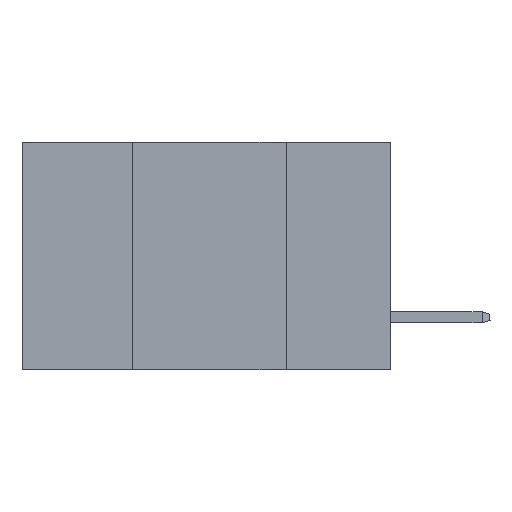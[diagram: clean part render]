
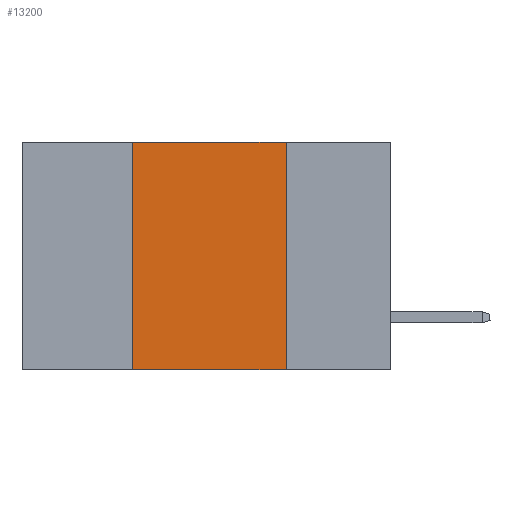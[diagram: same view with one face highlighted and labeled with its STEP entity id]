
A CAD part, left-side view. The second image highlights one B-rep face of the part: STEP entity #13200.
In plain terms, the highlighted planar face has unit normal (-1, 0, 0).
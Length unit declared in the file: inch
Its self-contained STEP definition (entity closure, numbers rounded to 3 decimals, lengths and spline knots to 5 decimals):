
#354 = VECTOR ( 'NONE', #2496, 39.37008 ) ;
#995 = LINE ( 'NONE', #3993, #6605 ) ;
#1130 = VERTEX_POINT ( 'NONE', #4048 ) ;
#1281 = VECTOR ( 'NONE', #7233, 39.37008 ) ;
#1520 = ORIENTED_EDGE ( 'NONE', *, *, #1553, .T. ) ;
#1553 = EDGE_CURVE ( 'NONE', #2587, #8194, #10974, .T. ) ;
#1819 = CARTESIAN_POINT ( 'NONE',  ( 0., 0.6, 0. ) ) ;
#2341 = EDGE_CURVE ( 'NONE', #2587, #7311, #8824, .T. ) ;
#2496 = DIRECTION ( 'NONE',  ( 0., 0., 1. ) ) ;
#2587 = VERTEX_POINT ( 'NONE', #10500 ) ;
#2835 = VECTOR ( 'NONE', #8443, 39.37008 ) ;
#3401 = ORIENTED_EDGE ( 'NONE', *, *, #8297, .F. ) ;
#3814 = CARTESIAN_POINT ( 'NONE',  ( 0., 0.42, 0. ) ) ;
#3957 = DIRECTION ( 'NONE',  ( 0., 0., -1. ) ) ;
#3993 = CARTESIAN_POINT ( 'NONE',  ( 0., 0.17, 0. ) ) ;
#4048 = CARTESIAN_POINT ( 'NONE',  ( 0., 0.17, 0. ) ) ;
#4781 = CARTESIAN_POINT ( 'NONE',  ( 0., 0.42, 0. ) ) ;
#5029 = DIRECTION ( 'NONE',  ( 0., 0., -1. ) ) ;
#5857 = CARTESIAN_POINT ( 'NONE',  ( 0., 0.17, -0.37 ) ) ;
#6433 = ORIENTED_EDGE ( 'NONE', *, *, #10348, .F. ) ;
#6605 = VECTOR ( 'NONE', #3957, 39.37008 ) ;
#7070 = PLANE ( 'NONE',  #12310 ) ;
#7233 = DIRECTION ( 'NONE',  ( 0., -1., 0. ) ) ;
#7311 = VERTEX_POINT ( 'NONE', #3814 ) ;
#8194 = VERTEX_POINT ( 'NONE', #5857 ) ;
#8297 = EDGE_CURVE ( 'NONE', #1130, #8194, #995, .T. ) ;
#8443 = DIRECTION ( 'NONE',  ( 0., -1., 0. ) ) ;
#8824 = LINE ( 'NONE', #4781, #354 ) ;
#9283 = LINE ( 'NONE', #13080, #1281 ) ;
#10348 = EDGE_CURVE ( 'NONE', #7311, #1130, #9283, .T. ) ;
#10432 = FACE_OUTER_BOUND ( 'NONE', #13296, .T. ) ;
#10500 = CARTESIAN_POINT ( 'NONE',  ( 0., 0.42, -0.37 ) ) ;
#10620 = CARTESIAN_POINT ( 'NONE',  ( 0., 0.6, -0.37 ) ) ;
#10974 = LINE ( 'NONE', #10620, #2835 ) ;
#11100 = DIRECTION ( 'NONE',  ( 1., 0., 0. ) ) ;
#12097 = ORIENTED_EDGE ( 'NONE', *, *, #2341, .F. ) ;
#12310 = AXIS2_PLACEMENT_3D ( 'NONE', #1819, #11100, #5029 ) ;
#13080 = CARTESIAN_POINT ( 'NONE',  ( 0., 0.6, 0. ) ) ;
#13200 = ADVANCED_FACE ( 'NONE', ( #10432 ), #7070, .F. ) ;
#13296 = EDGE_LOOP ( 'NONE', ( #3401, #6433, #12097, #1520 ) ) ;
